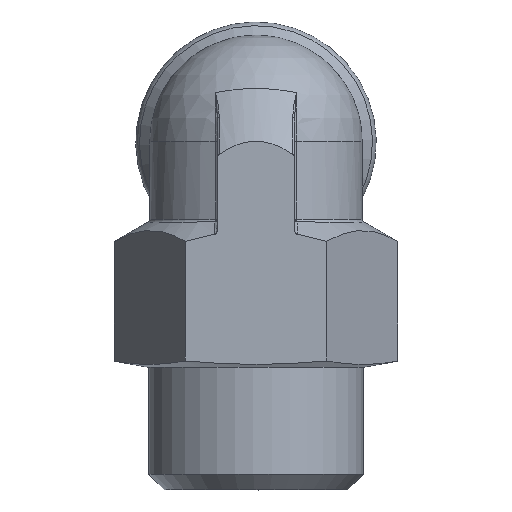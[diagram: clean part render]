
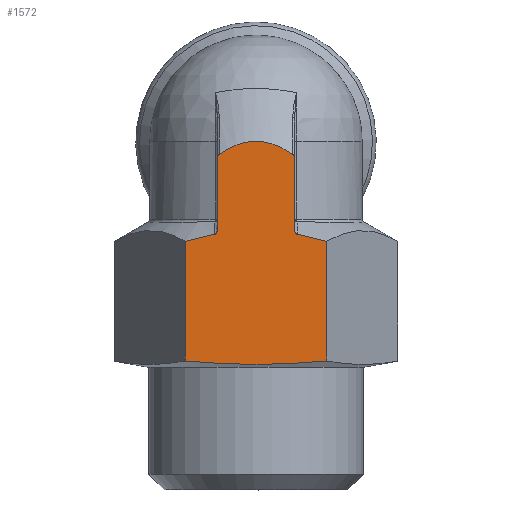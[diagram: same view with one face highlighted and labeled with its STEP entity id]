
A CAD part, top view. The second image highlights one B-rep face of the part: STEP entity #1572.
In plain terms, the highlighted planar face has unit normal (0, 0, 1).
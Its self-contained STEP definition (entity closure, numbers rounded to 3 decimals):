
#22=(
BOUNDED_CURVE()
B_SPLINE_CURVE(2,(#3399,#3400,#3401),.UNSPECIFIED.,.F.,.F.)
B_SPLINE_CURVE_WITH_KNOTS((3,3),(15.774,28.792),
 .UNSPECIFIED.)
CURVE()
GEOMETRIC_REPRESENTATION_ITEM()
RATIONAL_B_SPLINE_CURVE((5.857,6.763,5.857))
REPRESENTATION_ITEM('')
);
#26=(
BOUNDED_CURVE()
B_SPLINE_CURVE(2,(#4898,#4899,#4900),.UNSPECIFIED.,.F.,.F.)
B_SPLINE_CURVE_WITH_KNOTS((3,3),(-4.47,-3.618),
 .UNSPECIFIED.)
CURVE()
GEOMETRIC_REPRESENTATION_ITEM()
RATIONAL_B_SPLINE_CURVE((1.95,1.916,1.86))
REPRESENTATION_ITEM('')
);
#85=ELLIPSE('',#1741,1.008,0.5);
#86=ELLIPSE('',#1746,1.008,0.5);
#87=ELLIPSE('',#1747,33.281,16.501);
#140=B_SPLINE_CURVE_WITH_KNOTS('',3,(#4880,#4881,#4882,#4883,#4884,#4885,
#4886,#4887,#4888,#4889,#4890,#4891),.UNSPECIFIED.,.F.,.F.,(4,2,2,2,2,4),
(0.,0.019,0.038,0.058,0.067,
0.076),.UNSPECIFIED.);
#145=B_SPLINE_CURVE_WITH_KNOTS('',3,(#4972,#4973,#4974,#4975,#4976,#4977,
#4978,#4979,#4980,#4981,#4982,#4983),.UNSPECIFIED.,.F.,.F.,(4,2,2,2,2,4),
(0.,0.019,0.038,0.058,0.067,
0.076),.UNSPECIFIED.);
#160=B_SPLINE_CURVE_WITH_KNOTS('',5,(#6005,#6006,#6007,#6008,#6009,#6010),
 .UNSPECIFIED.,.F.,.F.,(6,6),(84.494,104.936),
 .UNSPECIFIED.);
#180=PLANE('',#1745);
#211=LINE('',#4347,#252);
#216=LINE('',#4408,#257);
#226=LINE('',#5847,#267);
#230=LINE('',#5968,#271);
#252=VECTOR('',#1926,1.);
#257=VECTOR('',#1937,1.);
#267=VECTOR('',#2059,1.);
#271=VECTOR('',#2073,1.);
#372=FACE_OUTER_BOUND('',#467,.T.);
#467=EDGE_LOOP('',(#1306,#1307,#1308,#1309,#1310,#1311,#1312,#1313,#1314,
#1315,#1316,#1317));
#625=VERTEX_POINT('',#3394);
#626=VERTEX_POINT('',#3398);
#633=VERTEX_POINT('',#4346);
#638=VERTEX_POINT('',#4395);
#639=VERTEX_POINT('',#4878);
#640=VERTEX_POINT('',#4879);
#646=VERTEX_POINT('',#4957);
#649=VERTEX_POINT('',#4962);
#684=VERTEX_POINT('',#5846);
#686=VERTEX_POINT('',#5961);
#687=VERTEX_POINT('',#5965);
#689=VERTEX_POINT('',#6002);
#799=EDGE_CURVE('',#625,#626,#22,.F.);
#816=EDGE_CURVE('',#626,#633,#211,.T.);
#825=EDGE_CURVE('',#625,#638,#216,.T.);
#831=EDGE_CURVE('',#639,#640,#140,.F.);
#835=EDGE_CURVE('',#638,#639,#26,.F.);
#843=EDGE_CURVE('',#646,#649,#145,.T.);
#897=EDGE_CURVE('',#646,#684,#226,.T.);
#903=EDGE_CURVE('',#684,#686,#85,.F.);
#905=EDGE_CURVE('',#640,#687,#230,.T.);
#908=EDGE_CURVE('',#689,#687,#86,.T.);
#909=EDGE_CURVE('',#689,#686,#87,.T.);
#910=EDGE_CURVE('',#649,#633,#160,.T.);
#1306=ORIENTED_EDGE('',*,*,#908,.F.);
#1307=ORIENTED_EDGE('',*,*,#909,.T.);
#1308=ORIENTED_EDGE('',*,*,#903,.F.);
#1309=ORIENTED_EDGE('',*,*,#897,.F.);
#1310=ORIENTED_EDGE('',*,*,#843,.T.);
#1311=ORIENTED_EDGE('',*,*,#910,.T.);
#1312=ORIENTED_EDGE('',*,*,#816,.F.);
#1313=ORIENTED_EDGE('',*,*,#799,.F.);
#1314=ORIENTED_EDGE('',*,*,#825,.T.);
#1315=ORIENTED_EDGE('',*,*,#835,.T.);
#1316=ORIENTED_EDGE('',*,*,#831,.T.);
#1317=ORIENTED_EDGE('',*,*,#905,.T.);
#1572=ADVANCED_FACE('',(#372),#180,.F.);
#1741=AXIS2_PLACEMENT_3D('',#5963,#2068,#2069);
#1745=AXIS2_PLACEMENT_3D('',#6001,#2078,#2079);
#1746=AXIS2_PLACEMENT_3D('',#6003,#2080,#2081);
#1747=AXIS2_PLACEMENT_3D('',#6004,#2082,#2083);
#1926=DIRECTION('',(0.,1.,0.));
#1937=DIRECTION('',(0.,1.,0.));
#2059=DIRECTION('',(0.,1.,0.));
#2068=DIRECTION('center_axis',(0.,0.,
1.));
#2069=DIRECTION('ref_axis',(0.,1.,0.));
#2073=DIRECTION('',(0.,1.,0.));
#2078=DIRECTION('center_axis',(0.,0.,
-1.));
#2079=DIRECTION('ref_axis',(-1.,0.,0.));
#2080=DIRECTION('center_axis',(0.,0.,
-1.));
#2081=DIRECTION('ref_axis',(0.,-1.,0.));
#2082=DIRECTION('center_axis',(0.,0.,
1.));
#2083=DIRECTION('ref_axis',(0.,1.,0.));
#3394=CARTESIAN_POINT('',(10.97,-34.063,19.));
#3398=CARTESIAN_POINT('',(-10.97,-34.063,19.));
#3399=CARTESIAN_POINT('Ctrl Pts',(-10.97,-34.063,19.));
#3400=CARTESIAN_POINT('Ctrl Pts',(0.,-35.03,
19.));
#3401=CARTESIAN_POINT('Ctrl Pts',(10.97,-34.063,19.));
#4346=CARTESIAN_POINT('',(-10.97,-15.497,19.));
#4347=CARTESIAN_POINT('',(-10.97,-24.78,19.));
#4395=CARTESIAN_POINT('',(10.97,-15.497,19.));
#4408=CARTESIAN_POINT('',(10.97,-24.78,19.));
#4878=CARTESIAN_POINT('',(6.42,-14.409,19.));
#4879=CARTESIAN_POINT('',(6.,-13.847,19.));
#4880=CARTESIAN_POINT('Ctrl Pts',(6.,-13.847,19.));
#4881=CARTESIAN_POINT('Ctrl Pts',(6.,-13.911,19.));
#4882=CARTESIAN_POINT('Ctrl Pts',(6.01,-13.975,19.));
#4883=CARTESIAN_POINT('Ctrl Pts',(6.047,-14.097,19.));
#4884=CARTESIAN_POINT('Ctrl Pts',(6.075,-14.154,19.));
#4885=CARTESIAN_POINT('Ctrl Pts',(6.149,-14.258,19.));
#4886=CARTESIAN_POINT('Ctrl Pts',(6.195,-14.304,19.));
#4887=CARTESIAN_POINT('Ctrl Pts',(6.275,-14.357,19.));
#4888=CARTESIAN_POINT('Ctrl Pts',(6.303,-14.371,19.));
#4889=CARTESIAN_POINT('Ctrl Pts',(6.36,-14.395,19.));
#4890=CARTESIAN_POINT('Ctrl Pts',(6.39,-14.404,19.));
#4891=CARTESIAN_POINT('Ctrl Pts',(6.42,-14.409,19.));
#4898=CARTESIAN_POINT('Ctrl Pts',(6.42,-14.409,19.));
#4899=CARTESIAN_POINT('Ctrl Pts',(8.593,-14.811,19.));
#4900=CARTESIAN_POINT('Ctrl Pts',(10.97,-15.497,19.));
#4957=CARTESIAN_POINT('',(-6.,-13.847,19.));
#4962=CARTESIAN_POINT('',(-6.42,-14.409,19.));
#4972=CARTESIAN_POINT('Ctrl Pts',(-6.,-13.847,19.));
#4973=CARTESIAN_POINT('Ctrl Pts',(-6.,-13.911,19.));
#4974=CARTESIAN_POINT('Ctrl Pts',(-6.01,-13.975,19.));
#4975=CARTESIAN_POINT('Ctrl Pts',(-6.047,-14.097,19.));
#4976=CARTESIAN_POINT('Ctrl Pts',(-6.075,-14.154,19.));
#4977=CARTESIAN_POINT('Ctrl Pts',(-6.149,-14.258,19.));
#4978=CARTESIAN_POINT('Ctrl Pts',(-6.195,-14.304,19.));
#4979=CARTESIAN_POINT('Ctrl Pts',(-6.275,-14.357,19.));
#4980=CARTESIAN_POINT('Ctrl Pts',(-6.303,-14.371,19.));
#4981=CARTESIAN_POINT('Ctrl Pts',(-6.36,-14.395,19.));
#4982=CARTESIAN_POINT('Ctrl Pts',(-6.39,-14.404,19.));
#4983=CARTESIAN_POINT('Ctrl Pts',(-6.42,-14.409,19.));
#5846=CARTESIAN_POINT('',(-6.,-2.975,19.));
#5847=CARTESIAN_POINT('',(-6.,-8.411,19.));
#5961=CARTESIAN_POINT('',(-5.672,-2.028,19.));
#5963=CARTESIAN_POINT('Origin',(-5.5,-2.975,19.));
#5965=CARTESIAN_POINT('',(6.,-2.975,19.));
#5968=CARTESIAN_POINT('',(6.,-8.411,19.));
#6001=CARTESIAN_POINT('Origin',(10.97,-54.,19.));
#6002=CARTESIAN_POINT('',(5.672,-2.028,19.));
#6003=CARTESIAN_POINT('Origin',(5.5,-2.975,19.));
#6004=CARTESIAN_POINT('Origin',(0.,-33.281,19.));
#6005=CARTESIAN_POINT('Ctrl Pts',(-6.42,-14.409,19.));
#6006=CARTESIAN_POINT('Ctrl Pts',(-7.264,-14.565,19.));
#6007=CARTESIAN_POINT('Ctrl Pts',(-8.133,-14.749,19.));
#6008=CARTESIAN_POINT('Ctrl Pts',(-9.036,-14.963,19.));
#6009=CARTESIAN_POINT('Ctrl Pts',(-9.978,-15.211,19.));
#6010=CARTESIAN_POINT('Ctrl Pts',(-10.97,-15.497,19.));
